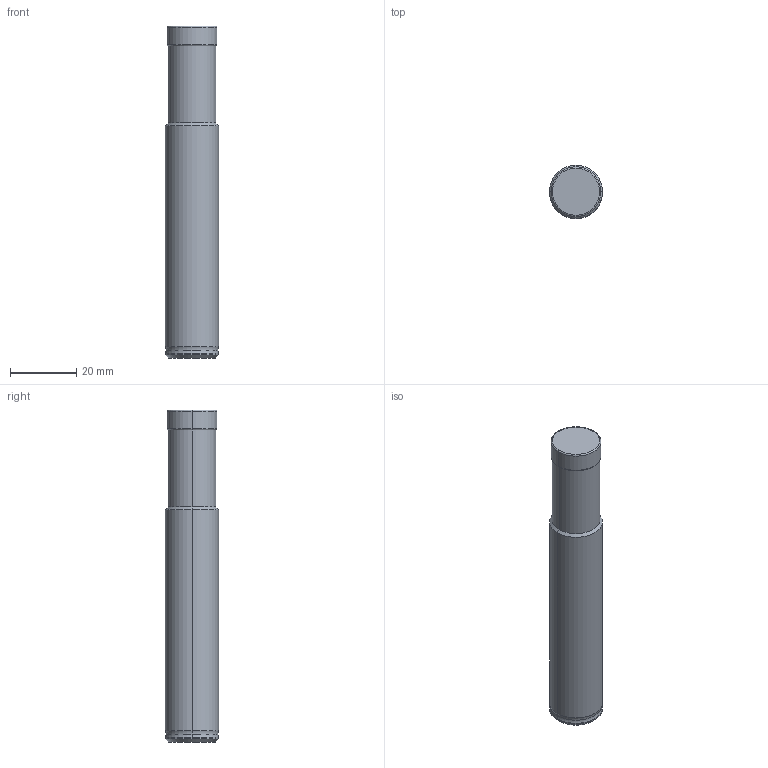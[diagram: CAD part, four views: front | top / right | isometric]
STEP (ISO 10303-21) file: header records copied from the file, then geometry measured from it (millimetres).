
FILE_DESCRIPTION (( 'STEP AP214' ), '1' );
FILE_NAME ('99802-BC16-15A06.STEP', '2017-01-05T12:24:25', ( 'User' ), ( 'GENUINE' ), 'SwSTEP 2.0', 'SolidWorks 2012', '' );
FILE_SCHEMA (( 'AUTOMOTIVE_DESIGN' ));
Length unit declared in the file: millimetre
Products named in the file (1): 99802-BC16-15A06
Bounding box: 16 x 16 x 100 mm (x, y, z)
Volume: 19020 mm3; surface area: 5250.5 mm2
Topology: 1 solids, 1 shells, 22 faces, 42 edges, 22 vertices
Faces by surface type: torus 8, cylinder 8, cone 4, plane 2
Entity records: 663 total; most frequent: DIRECTION 118, CARTESIAN_POINT 87, ORIENTED_EDGE 84, AXIS2_PLACEMENT_3D 53, EDGE_CURVE 42, CIRCLE 30, FACE_OUTER_BOUND 22, VERTEX_POINT 22
